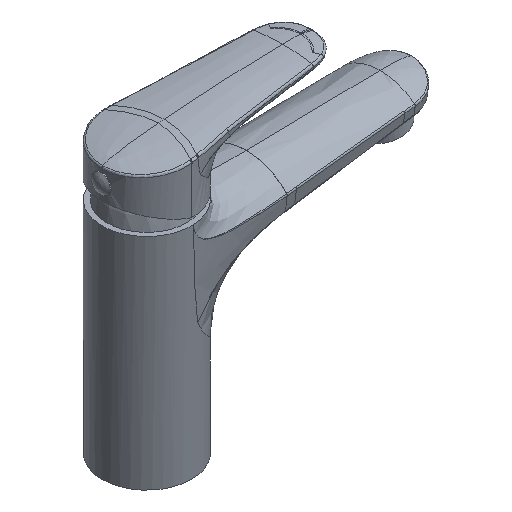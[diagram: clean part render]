
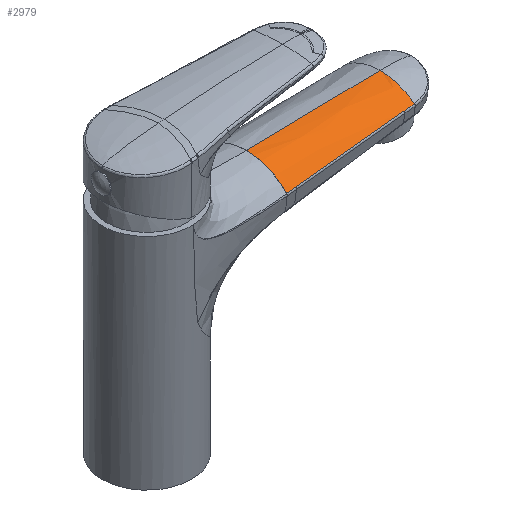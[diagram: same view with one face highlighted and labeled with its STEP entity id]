
A CAD part, isometric view. The second image highlights one B-rep face of the part: STEP entity #2979.
In plain terms, the highlighted free-form (B-spline) face has degree [3, 1] with [6, 2] control points.
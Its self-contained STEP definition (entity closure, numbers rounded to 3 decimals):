
#205=LINE('',#6916,#289);
#289=VECTOR('',#3717,67.042);
#374=B_SPLINE_SURFACE_WITH_KNOTS('',3,1,((#6917,#6918),(#6919,#6920),(#6921,
#6922),(#6923,#6924),(#6925,#6926),(#6927,#6928)),.UNSPECIFIED.,.F.,.F.,
 .F.,(4,1,1,4),(2,2),(0.071,0.25,0.5,0.504),(0.,8.367),
 .UNSPECIFIED.);
#450=B_SPLINE_CURVE_WITH_KNOTS('',3,(#6221,#6222,#6223,#6224,#6225,#6226,
#6227),.UNSPECIFIED.,.F.,.F.,(4,1,1,1,4),(0.,0.258,0.515,
0.773,1.),.UNSPECIFIED.);
#452=B_SPLINE_CURVE_WITH_KNOTS('',3,(#6412,#6413,#6414,#6415),
 .UNSPECIFIED.,.F.,.F.,(4,4),(0.,1.),.UNSPECIFIED.);
#453=B_SPLINE_CURVE_WITH_KNOTS('',3,(#6476,#6477,#6478,#6479,#6480,#6481,
#6482,#6483,#6484,#6485,#6486,#6487,#6488,#6489,#6490,#6491),
 .UNSPECIFIED.,.F.,.F.,(4,3,3,3,3,4),(0.,0.273,0.333,
0.559,0.667,1.),.UNSPECIFIED.);
#468=B_SPLINE_CURVE_WITH_KNOTS('',3,(#6929,#6930,#6931,#6932,#6933),
 .UNSPECIFIED.,.F.,.F.,(4,1,4),(-0.5,-0.25,-0.075),
 .UNSPECIFIED.);
#718=FACE_OUTER_BOUND('',#915,.T.);
#915=EDGE_LOOP('',(#2173,#2174,#2175,#2176,#2177,#2178,#2179));
#1092=CIRCLE('',#3325,4708.421);
#1114=CIRCLE('',#3349,4559.858);
#1256=VERTEX_POINT('',#4321);
#1257=VERTEX_POINT('',#4322);
#1295=VERTEX_POINT('',#6171);
#1296=VERTEX_POINT('',#6220);
#1297=VERTEX_POINT('',#6411);
#1298=VERTEX_POINT('',#6441);
#1313=VERTEX_POINT('',#6910);
#1537=EDGE_CURVE('',#1256,#1257,#1092,.T.);
#1596=EDGE_CURVE('',#1295,#1296,#450,.T.);
#1599=EDGE_CURVE('',#1297,#1296,#452,.T.);
#1601=EDGE_CURVE('',#1298,#1297,#1114,.T.);
#1603=EDGE_CURVE('',#1257,#1298,#453,.T.);
#1632=EDGE_CURVE('',#1313,#1295,#205,.T.);
#1633=EDGE_CURVE('',#1313,#1256,#468,.T.);
#2173=ORIENTED_EDGE('',*,*,#1633,.T.);
#2174=ORIENTED_EDGE('',*,*,#1537,.T.);
#2175=ORIENTED_EDGE('',*,*,#1603,.T.);
#2176=ORIENTED_EDGE('',*,*,#1601,.T.);
#2177=ORIENTED_EDGE('',*,*,#1599,.T.);
#2178=ORIENTED_EDGE('',*,*,#1596,.F.);
#2179=ORIENTED_EDGE('',*,*,#1632,.F.);
#2979=ADVANCED_FACE('',(#718),#374,.T.);
#3325=AXIS2_PLACEMENT_3D('',#4323,#3629,#3630);
#3349=AXIS2_PLACEMENT_3D('',#6442,#3685,#3686);
#3629=DIRECTION('center_axis',(-0.052,0.107,-0.993));
#3630=DIRECTION('ref_axis',(-0.06,0.992,0.11));
#3685=DIRECTION('center_axis',(-0.027,-0.29,-0.957));
#3686=DIRECTION('ref_axis',(-0.064,0.955,-0.288));
#3717=DIRECTION('',(1.,0.017,0.));
#4321=CARTESIAN_POINT('',(50.012,-12.307,20.049));
#4322=CARTESIAN_POINT('',(54.771,-11.992,19.835));
#4323=CARTESIAN_POINT('Origin',(338.319,-4683.108,-499.301));
#6171=CARTESIAN_POINT('',(116.888,-2.264,0.));
#6220=CARTESIAN_POINT('',(116.994,-8.297,17.039));
#6221=CARTESIAN_POINT('Ctrl Pts',(116.888,-2.264,0.));
#6222=CARTESIAN_POINT('Ctrl Pts',(116.888,-2.264,1.583));
#6223=CARTESIAN_POINT('Ctrl Pts',(116.893,-2.547,4.749));
#6224=CARTESIAN_POINT('Ctrl Pts',(116.915,-3.786,9.355));
#6225=CARTESIAN_POINT('Ctrl Pts',(116.949,-5.723,13.501));
#6226=CARTESIAN_POINT('Ctrl Pts',(116.978,-7.42,15.957));
#6227=CARTESIAN_POINT('Ctrl Pts',(116.994,-8.297,17.039));
#6411=CARTESIAN_POINT('',(116.946,-8.299,17.042));
#6412=CARTESIAN_POINT('Ctrl Pts',(116.946,-8.299,17.042));
#6413=CARTESIAN_POINT('Ctrl Pts',(116.962,-8.299,17.042));
#6414=CARTESIAN_POINT('Ctrl Pts',(116.978,-8.297,17.039));
#6415=CARTESIAN_POINT('Ctrl Pts',(116.994,-8.297,17.039));
#6441=CARTESIAN_POINT('',(111.453,-8.597,17.288));
#6442=CARTESIAN_POINT('Origin',(409.112,-4365.007,1330.831));
#6476=CARTESIAN_POINT('Ctrl Pts',(54.771,-11.992,19.835));
#6477=CARTESIAN_POINT('Ctrl Pts',(59.708,-11.667,19.614));
#6478=CARTESIAN_POINT('Ctrl Pts',(64.705,-11.348,19.389));
#6479=CARTESIAN_POINT('Ctrl Pts',(69.76,-11.032,19.162));
#6480=CARTESIAN_POINT('Ctrl Pts',(70.879,-10.962,19.112));
#6481=CARTESIAN_POINT('Ctrl Pts',(72.,-10.893,19.061));
#6482=CARTESIAN_POINT('Ctrl Pts',(73.125,-10.823,19.011));
#6483=CARTESIAN_POINT('Ctrl Pts',(77.334,-10.564,18.821));
#6484=CARTESIAN_POINT('Ctrl Pts',(81.582,-10.307,18.63));
#6485=CARTESIAN_POINT('Ctrl Pts',(85.874,-10.053,18.438));
#6486=CARTESIAN_POINT('Ctrl Pts',(87.908,-9.933,18.346));
#6487=CARTESIAN_POINT('Ctrl Pts',(89.951,-9.813,18.254));
#6488=CARTESIAN_POINT('Ctrl Pts',(92.005,-9.693,18.162));
#6489=CARTESIAN_POINT('Ctrl Pts',(98.392,-9.323,17.875));
#6490=CARTESIAN_POINT('Ctrl Pts',(104.876,-8.957,17.583));
#6491=CARTESIAN_POINT('Ctrl Pts',(111.453,-8.597,17.288));
#6910=CARTESIAN_POINT('',(49.857,-3.434,0.));
#6916=CARTESIAN_POINT('',(49.857,-3.434,0.));
#6917=CARTESIAN_POINT('Ctrl Pts',(118.387,-11.281,20.2));
#6918=CARTESIAN_POINT('Ctrl Pts',(34.731,-12.741,20.2));
#6919=CARTESIAN_POINT('Ctrl Pts',(118.345,-8.916,18.083));
#6920=CARTESIAN_POINT('Ctrl Pts',(34.69,-10.376,18.083));
#6921=CARTESIAN_POINT('Ctrl Pts',(118.262,-4.14,12.021));
#6922=CARTESIAN_POINT('Ctrl Pts',(34.607,-5.6,12.021));
#6923=CARTESIAN_POINT('Ctrl Pts',(118.229,-2.222,4.348));
#6924=CARTESIAN_POINT('Ctrl Pts',(34.573,-3.682,4.348));
#6925=CARTESIAN_POINT('Ctrl Pts',(118.229,-2.241,-0.15));
#6926=CARTESIAN_POINT('Ctrl Pts',(34.574,-3.701,-0.15));
#6927=CARTESIAN_POINT('Ctrl Pts',(118.229,-2.241,-0.226));
#6928=CARTESIAN_POINT('Ctrl Pts',(34.574,-3.702,-0.226));
#6929=CARTESIAN_POINT('Ctrl Pts',(49.857,-3.434,0.));
#6930=CARTESIAN_POINT('Ctrl Pts',(49.857,-3.434,4.424));
#6931=CARTESIAN_POINT('Ctrl Pts',(49.89,-5.315,11.946));
#6932=CARTESIAN_POINT('Ctrl Pts',(49.972,-10.015,17.962));
#6933=CARTESIAN_POINT('Ctrl Pts',(50.012,-12.307,20.049));
